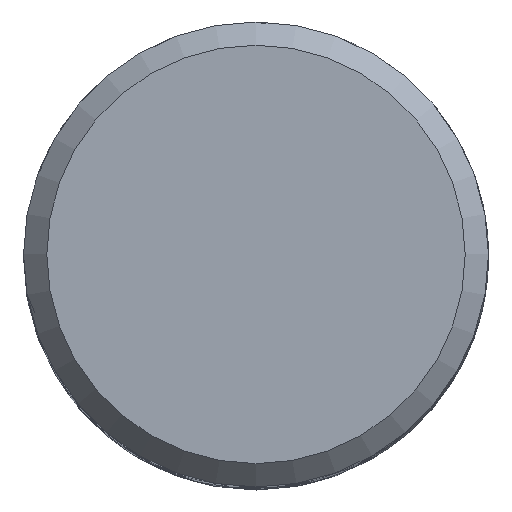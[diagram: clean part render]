
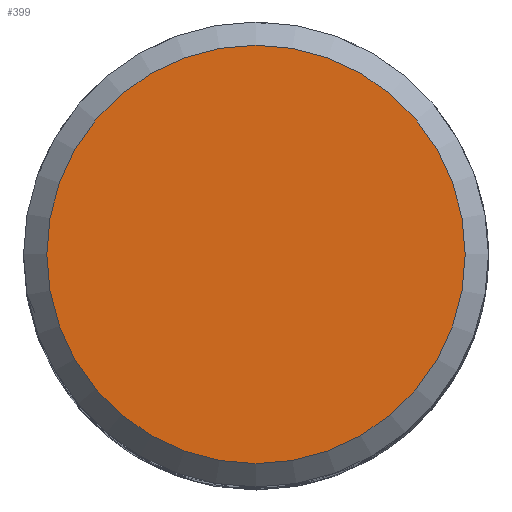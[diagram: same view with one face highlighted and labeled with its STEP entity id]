
A CAD part, top view. The second image highlights one B-rep face of the part: STEP entity #399.
In plain terms, the highlighted planar face has unit normal (0, 0, 1).
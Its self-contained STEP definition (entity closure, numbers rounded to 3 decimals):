
#359 = VERTEX_POINT('', #360);
#360 = CARTESIAN_POINT('', (-5.4, 0., 0.));
#366 = EDGE_CURVE('', #359, #359, #367, .T.);
#367 = CIRCLE('', #368, 5.4);
#368 = AXIS2_PLACEMENT_3D('', #369, #370, #371);
#369 = CARTESIAN_POINT('', (0., 0., 0.));
#370 = DIRECTION('', (0., 0., -1.));
#371 = DIRECTION('', (-1., 0., 0.));
#399 = ADVANCED_FACE('', (#400), #403, .T.);
#400 = FACE_OUTER_BOUND('', #401, .T.);
#401 = EDGE_LOOP('', (#402));
#402 = ORIENTED_EDGE('', *, *, #366, .F.);
#403 = PLANE('', #404);
#404 = AXIS2_PLACEMENT_3D('', #405, #406, #407);
#405 = CARTESIAN_POINT('', (8.4, -8.4, 0.));
#406 = DIRECTION('', (0., 0., 1.));
#407 = DIRECTION('', (0., 1., 0.));
